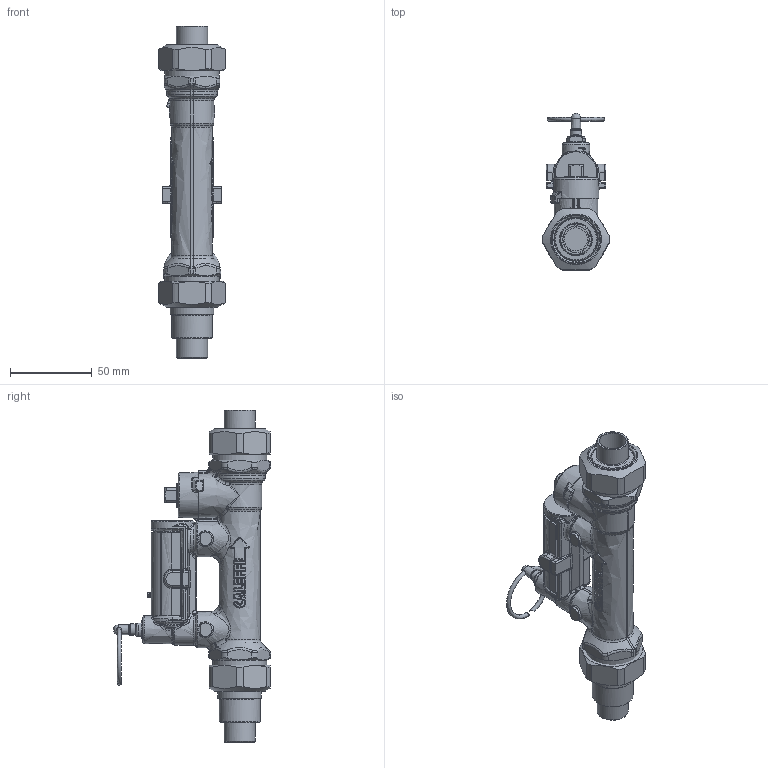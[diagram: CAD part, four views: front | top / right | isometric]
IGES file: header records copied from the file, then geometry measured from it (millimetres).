
Global section: file name: 132459AFC; native system: Autodesk Inventor 2024; preprocessor: unknown; author: ischreiner; date: 20250710.084047; units: centimetre
Bounding box: 40.64 x 95.91 x 202.55 mm (x, y, z)
Volume: 186546.7 mm3; surface area: 54037.7 mm2
Topology: 8 solids, 10 shells, 1810 faces, 4304 edges, 2462 vertices
Faces by surface type: bspline 1810
